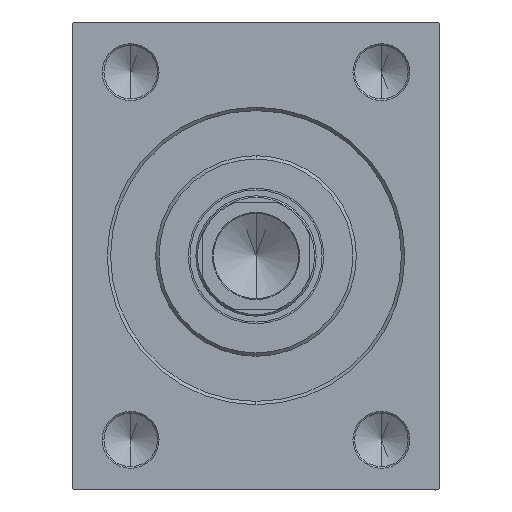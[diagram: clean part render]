
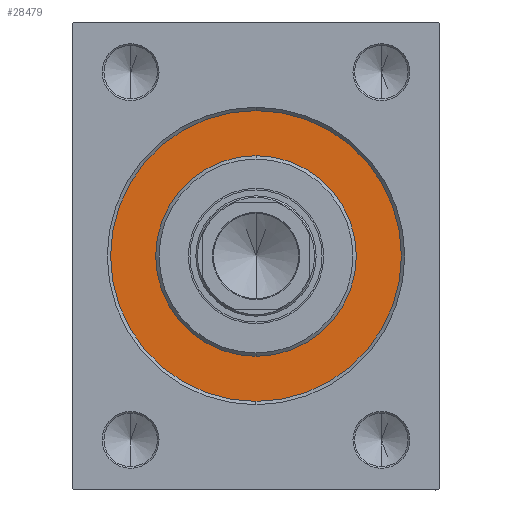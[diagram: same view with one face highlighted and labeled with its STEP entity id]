
A CAD part, left-side view. The second image highlights one B-rep face of the part: STEP entity #28479.
In plain terms, the highlighted face is planar.
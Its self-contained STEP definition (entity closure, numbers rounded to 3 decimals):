
#191 = AXIS2_PLACEMENT_3D ( 'NONE', #40110, #33759, #33531 ) ;
#269 = DIRECTION ( 'NONE',  ( 0., 0., 1. ) ) ;
#924 = EDGE_CURVE ( 'NONE', #22292, #1492, #17850, .T. ) ;
#1492 = VERTEX_POINT ( 'NONE', #36882 ) ;
#3590 = EDGE_CURVE ( 'NONE', #30417, #24721, #12864, .T. ) ;
#5480 = EDGE_CURVE ( 'NONE', #1492, #22292, #24070, .T. ) ;
#6260 = AXIS2_PLACEMENT_3D ( 'NONE', #27458, #10221, #23841 ) ;
#8734 = ORIENTED_EDGE ( 'NONE', *, *, #3590, .F. ) ;
#9962 = DIRECTION ( 'NONE',  ( 0., 0., 1. ) ) ;
#10221 = DIRECTION ( 'NONE',  ( 1., 0., 0. ) ) ;
#10998 = AXIS2_PLACEMENT_3D ( 'NONE', #38866, #38647, #18215 ) ;
#12826 = ORIENTED_EDGE ( 'NONE', *, *, #5480, .F. ) ;
#12864 = CIRCLE ( 'NONE', #25898, 43.5 ) ;
#13096 = AXIS2_PLACEMENT_3D ( 'NONE', #13432, #17498, #269 ) ;
#13432 = CARTESIAN_POINT ( 'NONE',  ( 0., 0., 0. ) ) ;
#15377 = CIRCLE ( 'NONE', #191, 43.5 ) ;
#17498 = DIRECTION ( 'NONE',  ( -1., 0., 0. ) ) ;
#17850 = CIRCLE ( 'NONE', #6260, 30. ) ;
#18215 = DIRECTION ( 'NONE',  ( 0., 0., -1. ) ) ;
#22292 = VERTEX_POINT ( 'NONE', #36487 ) ;
#23841 = DIRECTION ( 'NONE',  ( 0., 0., -1. ) ) ;
#24070 = CIRCLE ( 'NONE', #10998, 30. ) ;
#24336 = CARTESIAN_POINT ( 'NONE',  ( 0., 0., -43.5 ) ) ;
#24721 = VERTEX_POINT ( 'NONE', #25785 ) ;
#24765 = EDGE_LOOP ( 'NONE', ( #12826, #37307 ) ) ;
#25785 = CARTESIAN_POINT ( 'NONE',  ( 0., 0., 43.5 ) ) ;
#25898 = AXIS2_PLACEMENT_3D ( 'NONE', #34451, #36946, #9962 ) ;
#27458 = CARTESIAN_POINT ( 'NONE',  ( 0., 0., 0. ) ) ;
#28479 = ADVANCED_FACE ( 'NONE', ( #34298, #34742 ), #37705, .F. ) ;
#30417 = VERTEX_POINT ( 'NONE', #24336 ) ;
#33531 = DIRECTION ( 'NONE',  ( 0., 0., 1. ) ) ;
#33759 = DIRECTION ( 'NONE',  ( -1., 0., 0. ) ) ;
#34298 = FACE_BOUND ( 'NONE', #24765, .T. ) ;
#34451 = CARTESIAN_POINT ( 'NONE',  ( 0., 0., 0. ) ) ;
#34742 = FACE_OUTER_BOUND ( 'NONE', #38719, .T. ) ;
#36487 = CARTESIAN_POINT ( 'NONE',  ( 0., 0., -30. ) ) ;
#36882 = CARTESIAN_POINT ( 'NONE',  ( 0., 0., 30. ) ) ;
#36946 = DIRECTION ( 'NONE',  ( -1., 0., 0. ) ) ;
#37106 = EDGE_CURVE ( 'NONE', #24721, #30417, #15377, .T. ) ;
#37307 = ORIENTED_EDGE ( 'NONE', *, *, #924, .F. ) ;
#37705 = PLANE ( 'NONE',  #13096 ) ;
#38647 = DIRECTION ( 'NONE',  ( 1., 0., 0. ) ) ;
#38719 = EDGE_LOOP ( 'NONE', ( #8734, #40779 ) ) ;
#38866 = CARTESIAN_POINT ( 'NONE',  ( 0., 0., 0. ) ) ;
#40110 = CARTESIAN_POINT ( 'NONE',  ( 0., 0., 0. ) ) ;
#40779 = ORIENTED_EDGE ( 'NONE', *, *, #37106, .F. ) ;
